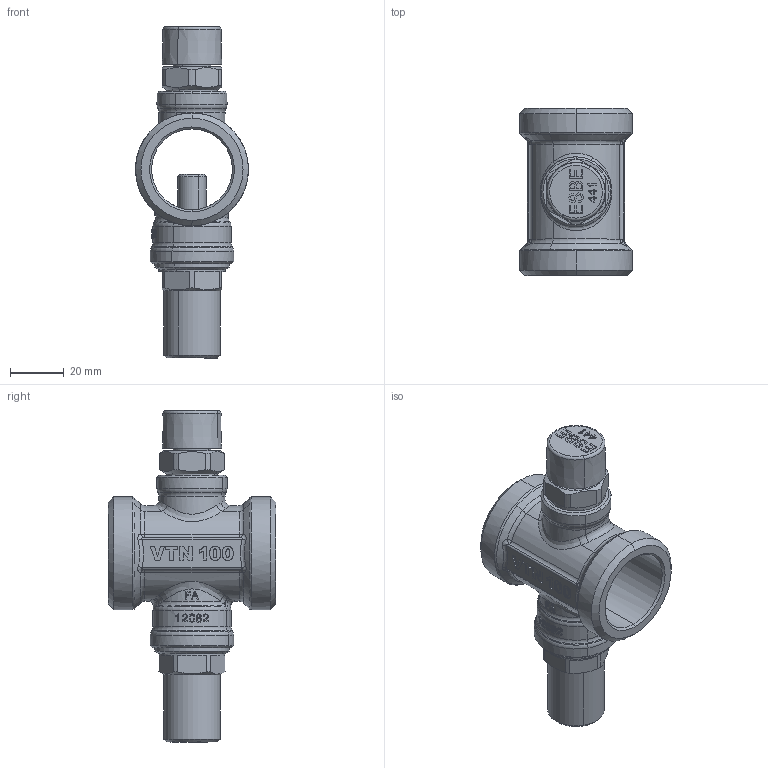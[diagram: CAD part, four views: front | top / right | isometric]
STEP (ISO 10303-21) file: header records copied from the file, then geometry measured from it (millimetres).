
FILE_DESCRIPTION(('CATIA V5 STEP Exchange','CAx-IF Rec.Pracs.--- Model Styling and Organization---1.5--- 2016-08-15','CAx-IF Rec.Pracs.---Supplemental Geometry---1.0---2011-11-01','CAx-IF Rec.Pracs.--- Composite Materials ---3.4---2017-06-13','CAx-IF Rec.Pracs.---Tessellated 3D Geometry---1.0---2015-12-17'),'2;1');
FILE_NAME('VTN100 G1 1-4 - 35100200.stp','2025-09-12T09:20:10+00:00',('none'),('none'),'CATIA Version 5-6 Release 2023','CATIA V5 STEP AP242 v2','none');
FILE_SCHEMA(('AP242_MANAGED_MODEL_BASED_3D_ENGINEERING_MIM_LF {1 0 10303 442 1 1 4}'));
Length unit declared in the file: millimetre
Products named in the file (1): 12079s2_AllCATPart
Bounding box: 41.9 x 62 x 123.2 mm (x, y, z)
Volume: 64617.9 mm3; surface area: 25188.5 mm2
Topology: 1 solids, 2 shells, 1521 faces, 4095 edges, 2581 vertices
Faces by surface type: plane 994, cylinder 255, torus 105, bspline 78, cone 44, sphere 35, extrusion 10
Entity records: 53288 total; most frequent: CARTESIAN_POINT 17404, ORIENTED_EDGE 8120, DIRECTION 6000, EDGE_CURVE 4060, VECTOR 2763, LINE 2753, VERTEX_POINT 2581, AXIS2_PLACEMENT_3D 1954
